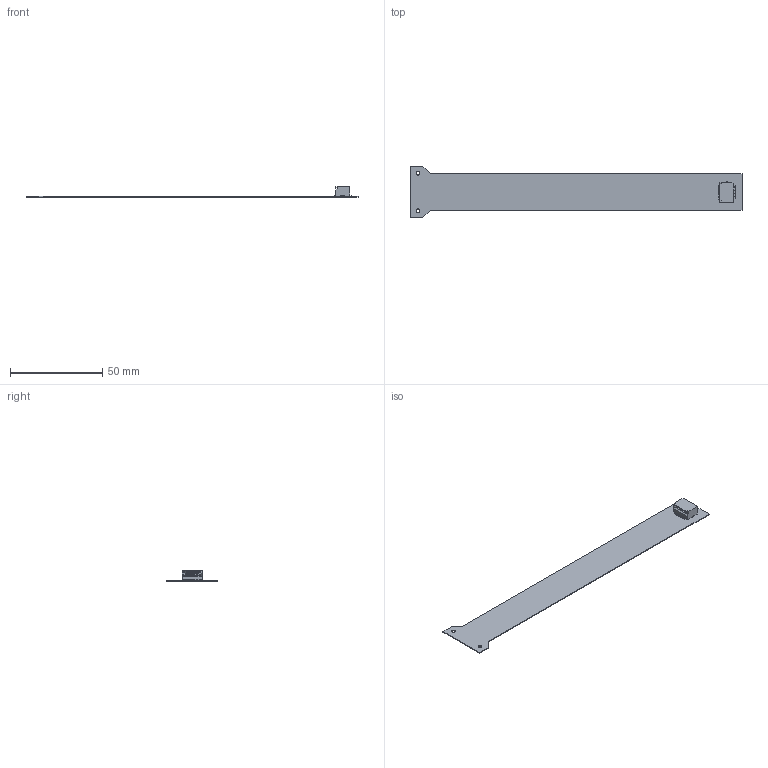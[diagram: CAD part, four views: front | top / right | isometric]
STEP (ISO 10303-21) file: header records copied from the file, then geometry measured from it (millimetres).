
FILE_DESCRIPTION(('Open CASCADE Model'),'2;1');
FILE_NAME('Open CASCADE Shape Model','2016-11-15T15:09:53',('Author'),( 'Open CASCADE'),'Open CASCADE STEP processor 6.5','Open CASCADE 6.5' ,'Unknown');
FILE_SCHEMA(('AUTOMOTIVE_DESIGN { 1 0 10303 214 1 1 1 1 }'));
Length unit declared in the file: millimetre
Products named in the file (4): PCB; Board; CON2; 20944
Assembly tree (3 placements, depth 3):
  PCB
    Board
    CON2
      20944
Bounding box: 180 x 28 x 5.88 mm (x, y, z)
Volume: 1846.2 mm3; surface area: 8035.2 mm2
Topology: 2 solids, 2 shells, 418 faces, 1167 edges, 774 vertices
Faces by surface type: plane 302, cylinder 108, torus 8
Full cylindrical faces by diameter (mm): 1.55 x2, 2 x2
Entity records: 29165 total; most frequent: CARTESIAN_POINT 6463, DIRECTION 4025, LINE 2593, VECTOR 2593, ORIENTED_EDGE 2334, PCURVE 2334, DEFINITIONAL_REPRESENTATION 2334, EDGE_CURVE 1167
